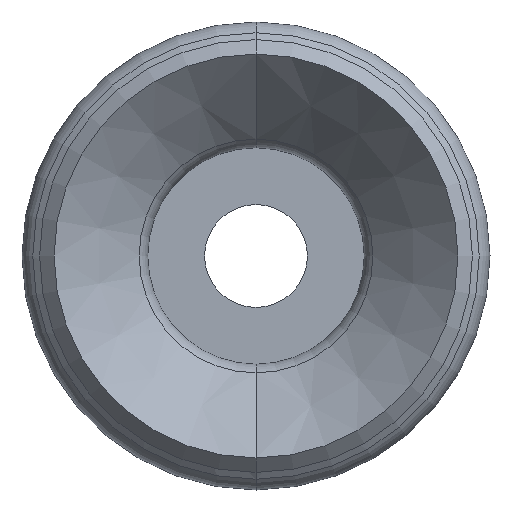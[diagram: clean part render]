
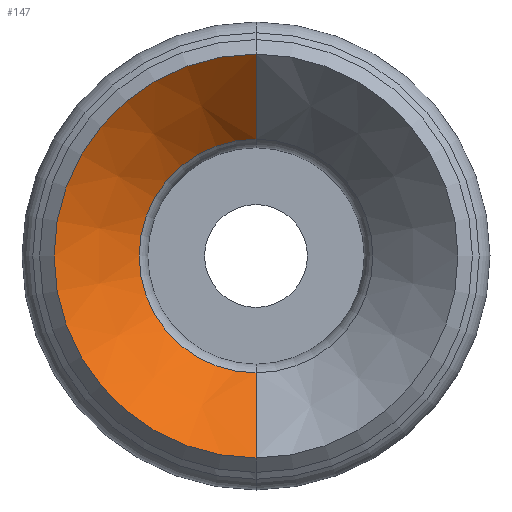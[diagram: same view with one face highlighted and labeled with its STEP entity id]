
A CAD part, front view. The second image highlights one B-rep face of the part: STEP entity #147.
In plain terms, the highlighted conical face has half-angle 44.367 degrees and reference radius 4.321 mm.
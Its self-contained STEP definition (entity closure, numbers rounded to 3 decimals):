
#147=ADVANCED_FACE('',(#361),#362,.F.);
#361=FACE_OUTER_BOUND('',#643,.T.);
#362=CONICAL_SURFACE('',#644,4.321,0.774);
#643=EDGE_LOOP('',(#3754,#3755,#3756,#3757));
#644=AXIS2_PLACEMENT_3D('',#3758,#3759,#3760);
#3754=ORIENTED_EDGE('',*,*,#4312,.T.);
#3755=ORIENTED_EDGE('',*,*,#4380,.T.);
#3756=ORIENTED_EDGE('',*,*,#4381,.F.);
#3757=ORIENTED_EDGE('',*,*,#4382,.F.);
#3758=CARTESIAN_POINT('',(0.0,-15.787,0.0));
#3759=DIRECTION('',(0.0,-1.0,-0.0));
#3760=DIRECTION('',(0.0,0.0,-1.0));
#4312=EDGE_CURVE('',#4622,#4626,#4628,.T.);
#4380=EDGE_CURVE('',#4626,#4729,#4735,.T.);
#4381=EDGE_CURVE('',#4730,#4729,#4736,.T.);
#4382=EDGE_CURVE('',#4622,#4730,#4737,.T.);
#4622=VERTEX_POINT('',#5052);
#4626=VERTEX_POINT('',#5056);
#4628=CIRCLE('',#5058,4.321);
#4729=VERTEX_POINT('',#5202);
#4730=VERTEX_POINT('',#5203);
#4735=LINE('',#5210,#5211);
#4736=CIRCLE('',#5212,7.464);
#4737=LINE('',#5213,#5214);
#5052=CARTESIAN_POINT('',(0.,-15.787,-4.321));
#5056=CARTESIAN_POINT('',(0.0,-15.787,4.321));
#5058=AXIS2_PLACEMENT_3D('',#6731,#6732,#6733);
#5202=CARTESIAN_POINT('',(0.,-19.0,7.464));
#5203=CARTESIAN_POINT('',(0.0,-19.0,-7.464));
#5210=CARTESIAN_POINT('',(0.,-15.787,4.321));
#5211=VECTOR('',#6839,1000.0);
#5212=AXIS2_PLACEMENT_3D('',#6840,#6841,#6842);
#5213=CARTESIAN_POINT('',(0.0,-15.787,-4.321));
#5214=VECTOR('',#6843,1000.0);
#6731=CARTESIAN_POINT('',(0.0,-15.787,0.0));
#6732=DIRECTION('',(0.0,1.0,0.0));
#6733=DIRECTION('',(0.0,0.0,1.0));
#6839=DIRECTION('',(0.,-0.715,0.699));
#6840=CARTESIAN_POINT('',(0.0,-19.0,0.0));
#6841=DIRECTION('',(0.0,1.0,0.0));
#6842=DIRECTION('',(0.0,0.0,1.0));
#6843=DIRECTION('',(0.0,-0.715,-0.699));
